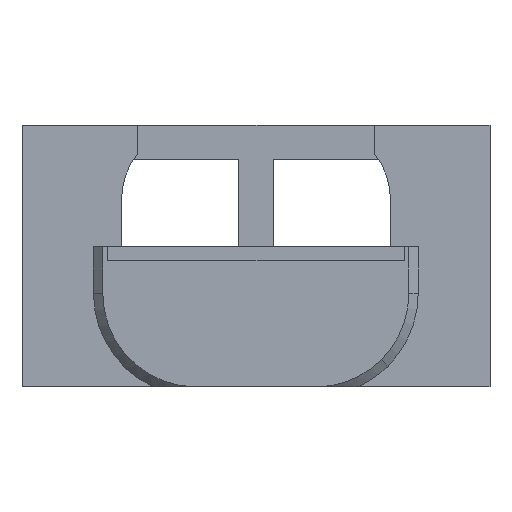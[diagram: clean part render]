
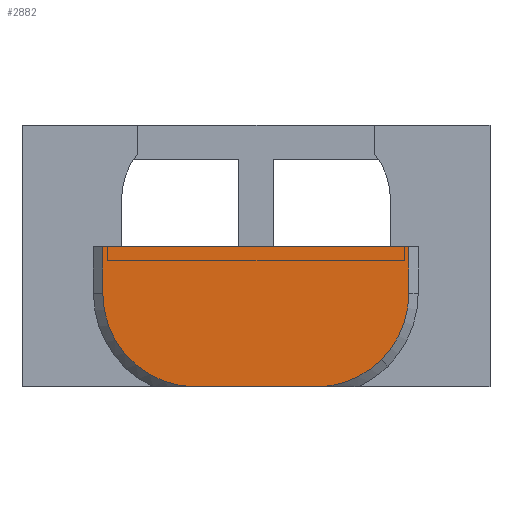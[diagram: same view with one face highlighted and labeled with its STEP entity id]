
A CAD part, front view. The second image highlights one B-rep face of the part: STEP entity #2882.
In plain terms, the highlighted planar face has unit normal (0, -1, 0).
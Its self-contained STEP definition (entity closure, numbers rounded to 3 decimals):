
#169 = VECTOR ( 'NONE', #2754, 1000. ) ;
#346 = DIRECTION ( 'NONE',  ( 0., 1., 0. ) ) ;
#374 = VERTEX_POINT ( 'NONE', #1705 ) ;
#412 = ORIENTED_EDGE ( 'NONE', *, *, #4205, .F. ) ;
#472 = LINE ( 'NONE', #3077, #169 ) ;
#482 = EDGE_CURVE ( 'NONE', #1768, #374, #2678, .T. ) ;
#519 = CARTESIAN_POINT ( 'NONE',  ( -315.883, 179.847, -5. ) ) ;
#612 = CARTESIAN_POINT ( 'NONE',  ( -309.521, 179.847, 0. ) ) ;
#728 = ORIENTED_EDGE ( 'NONE', *, *, #4362, .T. ) ;
#781 = CARTESIAN_POINT ( 'NONE',  ( -325.883, 179.847, -5. ) ) ;
#899 = DIRECTION ( 'NONE',  ( 0., 0., -1. ) ) ;
#940 = CARTESIAN_POINT ( 'NONE',  ( -312.702, 179.847, -15. ) ) ;
#960 = DIRECTION ( 'NONE',  ( -1., 0., 0. ) ) ;
#1062 = VERTEX_POINT ( 'NONE', #4037 ) ;
#1142 = LINE ( 'NONE', #1946, #1912 ) ;
#1147 = ORIENTED_EDGE ( 'NONE', *, *, #1635, .F. ) ;
#1159 = VERTEX_POINT ( 'NONE', #4853 ) ;
#1288 = AXIS2_PLACEMENT_3D ( 'NONE', #2896, #346, #2599 ) ;
#1326 = LINE ( 'NONE', #940, #4738 ) ;
#1360 = VERTEX_POINT ( 'NONE', #4681 ) ;
#1437 = AXIS2_PLACEMENT_3D ( 'NONE', #519, #4672, #2015 ) ;
#1547 = EDGE_CURVE ( 'NONE', #1159, #1360, #4075, .T. ) ;
#1557 = CARTESIAN_POINT ( 'NONE',  ( -309.521, 179.847, 0. ) ) ;
#1635 = EDGE_CURVE ( 'NONE', #2124, #1360, #472, .T. ) ;
#1705 = CARTESIAN_POINT ( 'NONE',  ( -296.086, 179.847, -12.071 ) ) ;
#1768 = VERTEX_POINT ( 'NONE', #2086 ) ;
#1870 = DIRECTION ( 'NONE',  ( 0.707, 0., -0.707 ) ) ;
#1892 = CARTESIAN_POINT ( 'NONE',  ( -303.157, 179.847, -5. ) ) ;
#1894 = AXIS2_PLACEMENT_3D ( 'NONE', #1892, #4073, #1870 ) ;
#1912 = VECTOR ( 'NONE', #4177, 1000. ) ;
#1946 = CARTESIAN_POINT ( 'NONE',  ( -293.157, 179.847, -2.5 ) ) ;
#2015 = DIRECTION ( 'NONE',  ( -1., 0., 0. ) ) ;
#2086 = CARTESIAN_POINT ( 'NONE',  ( -293.157, 179.847, -5. ) ) ;
#2124 = VERTEX_POINT ( 'NONE', #781 ) ;
#2208 = DIRECTION ( 'NONE',  ( -1., 0., 0. ) ) ;
#2302 = CIRCLE ( 'NONE', #1437, 10. ) ;
#2310 = ORIENTED_EDGE ( 'NONE', *, *, #4508, .F. ) ;
#2317 = CARTESIAN_POINT ( 'NONE',  ( -303.157, 179.847, -15. ) ) ;
#2449 = ORIENTED_EDGE ( 'NONE', *, *, #1547, .T. ) ;
#2599 = DIRECTION ( 'NONE',  ( 0.707, 0., -0.707 ) ) ;
#2678 = CIRCLE ( 'NONE', #1894, 10. ) ;
#2754 = DIRECTION ( 'NONE',  ( 0., 0., 1. ) ) ;
#2882 = ADVANCED_FACE ( 'NONE', ( #3680 ), #3974, .T. ) ;
#2896 = CARTESIAN_POINT ( 'NONE',  ( -303.157, 179.847, -5. ) ) ;
#2931 = AXIS2_PLACEMENT_3D ( 'NONE', #612, #4717, #899 ) ;
#3000 = VECTOR ( 'NONE', #2208, 1000. ) ;
#3072 = EDGE_LOOP ( 'NONE', ( #4827, #728, #2449, #1147, #3530, #2310, #412 ) ) ;
#3077 = CARTESIAN_POINT ( 'NONE',  ( -325.883, 179.847, 5. ) ) ;
#3249 = CIRCLE ( 'NONE', #1288, 10. ) ;
#3530 = ORIENTED_EDGE ( 'NONE', *, *, #4598, .F. ) ;
#3680 = FACE_OUTER_BOUND ( 'NONE', #3072, .T. ) ;
#3974 = PLANE ( 'NONE',  #2931 ) ;
#3986 = VERTEX_POINT ( 'NONE', #2317 ) ;
#4037 = CARTESIAN_POINT ( 'NONE',  ( -315.883, 179.847, -15. ) ) ;
#4073 = DIRECTION ( 'NONE',  ( 0., 1., 0. ) ) ;
#4075 = LINE ( 'NONE', #1557, #3000 ) ;
#4177 = DIRECTION ( 'NONE',  ( 0., 0., 1. ) ) ;
#4205 = EDGE_CURVE ( 'NONE', #374, #3986, #3249, .T. ) ;
#4362 = EDGE_CURVE ( 'NONE', #1768, #1159, #1142, .T. ) ;
#4508 = EDGE_CURVE ( 'NONE', #3986, #1062, #1326, .T. ) ;
#4598 = EDGE_CURVE ( 'NONE', #1062, #2124, #2302, .T. ) ;
#4672 = DIRECTION ( 'NONE',  ( 0., 1., 0. ) ) ;
#4681 = CARTESIAN_POINT ( 'NONE',  ( -325.883, 179.847, 0. ) ) ;
#4717 = DIRECTION ( 'NONE',  ( 0., -1., 0. ) ) ;
#4738 = VECTOR ( 'NONE', #960, 1000. ) ;
#4827 = ORIENTED_EDGE ( 'NONE', *, *, #482, .F. ) ;
#4853 = CARTESIAN_POINT ( 'NONE',  ( -293.157, 179.847, 0. ) ) ;
